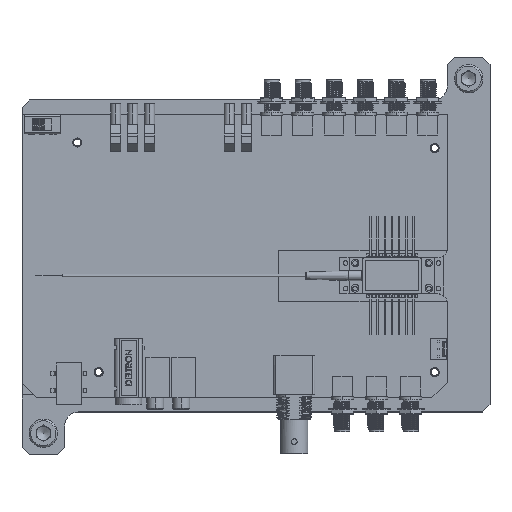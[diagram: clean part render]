
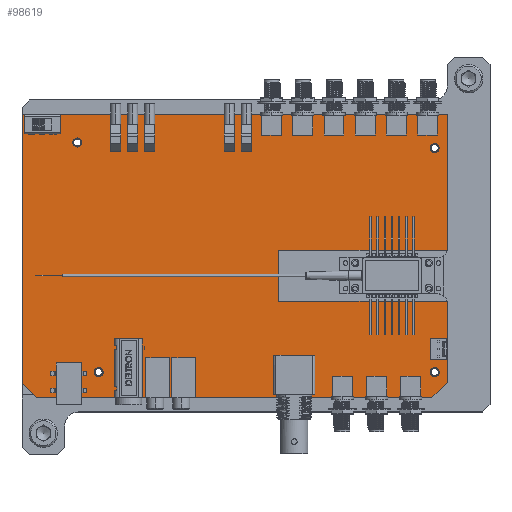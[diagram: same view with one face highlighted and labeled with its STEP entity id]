
A CAD part, top view. The second image highlights one B-rep face of the part: STEP entity #98619.
In plain terms, the highlighted planar face has unit normal (0, 0, 1).
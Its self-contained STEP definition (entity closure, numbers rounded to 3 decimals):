
#466 = CARTESIAN_POINT ( 'NONE',  ( 67.011, -7.102, 146.981 ) ) ;
#1862 = DIRECTION ( 'NONE',  ( 1., 0., 0. ) ) ;
#3228 = VECTOR ( 'NONE', #5749, 1000. ) ;
#3690 = LINE ( 'NONE', #40403, #40910 ) ;
#5353 = EDGE_LOOP ( 'NONE', ( #54631 ) ) ;
#5749 = DIRECTION ( 'NONE',  ( 1., 0., 0. ) ) ;
#5750 = VECTOR ( 'NONE', #11879, 1000. ) ;
#7158 = VERTEX_POINT ( 'NONE', #108020 ) ;
#7639 = ORIENTED_EDGE ( 'NONE', *, *, #111374, .F. ) ;
#9019 = CARTESIAN_POINT ( 'NONE',  ( 121.031, -41.102, 146.981 ) ) ;
#9631 = CARTESIAN_POINT ( 'NONE',  ( 67.011, 10.898, 146.981 ) ) ;
#10323 = CARTESIAN_POINT ( 'NONE',  ( 67.011, 10.898, 146.981 ) ) ;
#11247 = LINE ( 'NONE', #59130, #5750 ) ;
#11557 = VERTEX_POINT ( 'NONE', #66603 ) ;
#11782 = LINE ( 'NONE', #49742, #68899 ) ;
#11879 = DIRECTION ( 'NONE',  ( 1., 0., 0. ) ) ;
#12193 = VERTEX_POINT ( 'NONE', #16930 ) ;
#13024 = VECTOR ( 'NONE', #29048, 1000. ) ;
#14832 = CARTESIAN_POINT ( 'NONE',  ( 126.531, -7.102, 146.981 ) ) ;
#14841 = ORIENTED_EDGE ( 'NONE', *, *, #52643, .F. ) ;
#15676 = LINE ( 'NONE', #93381, #81095 ) ;
#16029 = DIRECTION ( 'NONE',  ( 0., 0., 1. ) ) ;
#16930 = CARTESIAN_POINT ( 'NONE',  ( -23.469, 58.898, 146.981 ) ) ;
#17167 = CIRCLE ( 'NONE', #74802, 1.6 ) ;
#17774 = VERTEX_POINT ( 'NONE', #37664 ) ;
#17855 = DIRECTION ( 'NONE',  ( 0., -1., 0. ) ) ;
#18156 = VECTOR ( 'NONE', #66907, 1000. ) ;
#18718 = VERTEX_POINT ( 'NONE', #39393 ) ;
#18746 = ORIENTED_EDGE ( 'NONE', *, *, #48361, .F. ) ;
#19007 = CARTESIAN_POINT ( 'NONE',  ( -23.469, -36.102, 146.981 ) ) ;
#20799 = VERTEX_POINT ( 'NONE', #23692 ) ;
#21017 = AXIS2_PLACEMENT_3D ( 'NONE', #28786, #94089, #84788 ) ;
#21051 = DIRECTION ( 'NONE',  ( 0., 0., 1. ) ) ;
#21438 = VECTOR ( 'NONE', #17855, 1000. ) ;
#23692 = CARTESIAN_POINT ( 'NONE',  ( 5.131, -32.102, 146.981 ) ) ;
#24146 = CARTESIAN_POINT ( 'NONE',  ( 121.031, -41.102, 146.981 ) ) ;
#24394 = EDGE_LOOP ( 'NONE', ( #61355 ) ) ;
#24486 = VERTEX_POINT ( 'NONE', #47225 ) ;
#26370 = ORIENTED_EDGE ( 'NONE', *, *, #91165, .F. ) ;
#27269 = VERTEX_POINT ( 'NONE', #52886 ) ;
#27592 = FACE_BOUND ( 'NONE', #92529, .T. ) ;
#27764 = VERTEX_POINT ( 'NONE', #34070 ) ;
#28191 = FACE_BOUND ( 'NONE', #5353, .T. ) ;
#28786 = CARTESIAN_POINT ( 'NONE',  ( 58.532, 8.059, 146.981 ) ) ;
#29048 = DIRECTION ( 'NONE',  ( 1., 0., 0. ) ) ;
#34070 = CARTESIAN_POINT ( 'NONE',  ( 126.531, 58.898, 146.981 ) ) ;
#34898 = ORIENTED_EDGE ( 'NONE', *, *, #59972, .F. ) ;
#35320 = DIRECTION ( 'NONE',  ( 1., 0., 0. ) ) ;
#37545 = PLANE ( 'NONE',  #21017 ) ;
#37664 = CARTESIAN_POINT ( 'NONE',  ( -2.369, 48.898, 146.981 ) ) ;
#38244 = DIRECTION ( 'NONE',  ( -1., 0., 0. ) ) ;
#38846 = CARTESIAN_POINT ( 'NONE',  ( 123.631, -32.102, 146.981 ) ) ;
#39393 = CARTESIAN_POINT ( 'NONE',  ( 126.511, 10.898, 146.981 ) ) ;
#39804 = VERTEX_POINT ( 'NONE', #24146 ) ;
#40403 = CARTESIAN_POINT ( 'NONE',  ( 126.531, 10.898, 146.981 ) ) ;
#40710 = LINE ( 'NONE', #49458, #52326 ) ;
#40910 = VECTOR ( 'NONE', #41634, 1000. ) ;
#41059 = EDGE_LOOP ( 'NONE', ( #7639 ) ) ;
#41165 = ORIENTED_EDGE ( 'NONE', *, *, #98205, .F. ) ;
#41634 = DIRECTION ( 'NONE',  ( -1., 0., 0. ) ) ;
#42103 = DIRECTION ( 'NONE',  ( 1., 0., 0. ) ) ;
#46058 = CARTESIAN_POINT ( 'NONE',  ( 126.531, -35.602, 146.981 ) ) ;
#47225 = CARTESIAN_POINT ( 'NONE',  ( 67.011, -7.102, 146.981 ) ) ;
#47480 = FACE_BOUND ( 'NONE', #41059, .T. ) ;
#48237 = EDGE_CURVE ( 'NONE', #83086, #83086, #61229, .T. ) ;
#48276 = LINE ( 'NONE', #10323, #18156 ) ;
#48361 = EDGE_CURVE ( 'NONE', #17774, #17774, #102979, .T. ) ;
#49429 = EDGE_CURVE ( 'NONE', #39804, #27269, #66825, .T. ) ;
#49458 = CARTESIAN_POINT ( 'NONE',  ( -18.469, -41.102, 146.981 ) ) ;
#49742 = CARTESIAN_POINT ( 'NONE',  ( 126.531, 10.898, 146.981 ) ) ;
#52065 = CARTESIAN_POINT ( 'NONE',  ( 3.531, -32.102, 146.981 ) ) ;
#52326 = VECTOR ( 'NONE', #78679, 1000. ) ;
#52643 = EDGE_CURVE ( 'NONE', #62296, #67570, #15676, .T. ) ;
#52886 = CARTESIAN_POINT ( 'NONE',  ( -18.469, -41.102, 146.981 ) ) ;
#52957 = EDGE_CURVE ( 'NONE', #12193, #27764, #53038, .T. ) ;
#53038 = LINE ( 'NONE', #90936, #3228 ) ;
#54631 = ORIENTED_EDGE ( 'NONE', *, *, #95922, .F. ) ;
#55796 = LINE ( 'NONE', #19007, #96398 ) ;
#56957 = EDGE_CURVE ( 'NONE', #18718, #114946, #11782, .T. ) ;
#59130 = CARTESIAN_POINT ( 'NONE',  ( 67.011, -7.102, 146.981 ) ) ;
#59972 = EDGE_CURVE ( 'NONE', #27764, #84168, #74455, .T. ) ;
#61229 = CIRCLE ( 'NONE', #116893, 1.6 ) ;
#61355 = ORIENTED_EDGE ( 'NONE', *, *, #48237, .F. ) ;
#62296 = VERTEX_POINT ( 'NONE', #14832 ) ;
#64678 = LINE ( 'NONE', #46058, #72361 ) ;
#64791 = DIRECTION ( 'NONE',  ( 0., -1., 0. ) ) ;
#66603 = CARTESIAN_POINT ( 'NONE',  ( 126.511, -7.102, 146.981 ) ) ;
#66825 = LINE ( 'NONE', #9019, #82356 ) ;
#66907 = DIRECTION ( 'NONE',  ( 0., -1., 0. ) ) ;
#67570 = VERTEX_POINT ( 'NONE', #98874 ) ;
#68899 = VECTOR ( 'NONE', #87650, 1000. ) ;
#72361 = VECTOR ( 'NONE', #114368, 1000. ) ;
#74455 = LINE ( 'NONE', #92459, #21438 ) ;
#74802 = AXIS2_PLACEMENT_3D ( 'NONE', #52065, #99917, #42103 ) ;
#75518 = EDGE_CURVE ( 'NONE', #114946, #24486, #48276, .T. ) ;
#78679 = DIRECTION ( 'NONE',  ( -0.707, 0.707, 0. ) ) ;
#79182 = AXIS2_PLACEMENT_3D ( 'NONE', #120525, #16029, #35320 ) ;
#81095 = VECTOR ( 'NONE', #64791, 1000. ) ;
#81518 = EDGE_CURVE ( 'NONE', #27269, #7158, #40710, .T. ) ;
#82356 = VECTOR ( 'NONE', #38244, 1000. ) ;
#83086 = VERTEX_POINT ( 'NONE', #112900 ) ;
#84168 = VERTEX_POINT ( 'NONE', #94026 ) ;
#84185 = FACE_OUTER_BOUND ( 'NONE', #116720, .T. ) ;
#84788 = DIRECTION ( 'NONE',  ( 0., -1., 0. ) ) ;
#86231 = EDGE_CURVE ( 'NONE', #7158, #12193, #55796, .T. ) ;
#86988 = DIRECTION ( 'NONE',  ( 1., 0., 0. ) ) ;
#87650 = DIRECTION ( 'NONE',  ( -1., 0., 0. ) ) ;
#89459 = ORIENTED_EDGE ( 'NONE', *, *, #52957, .F. ) ;
#89952 = DIRECTION ( 'NONE',  ( 0., 0., 1. ) ) ;
#90936 = CARTESIAN_POINT ( 'NONE',  ( -23.469, 58.898, 146.981 ) ) ;
#91165 = EDGE_CURVE ( 'NONE', #67570, #39804, #64678, .T. ) ;
#92459 = CARTESIAN_POINT ( 'NONE',  ( 126.531, 58.898, 146.981 ) ) ;
#92529 = EDGE_LOOP ( 'NONE', ( #18746 ) ) ;
#93381 = CARTESIAN_POINT ( 'NONE',  ( 126.531, -7.102, 146.981 ) ) ;
#94026 = CARTESIAN_POINT ( 'NONE',  ( 126.531, 10.898, 146.981 ) ) ;
#94089 = DIRECTION ( 'NONE',  ( 0., 0., -1. ) ) ;
#95922 = EDGE_CURVE ( 'NONE', #20799, #20799, #17167, .T. ) ;
#96398 = VECTOR ( 'NONE', #101789, 1000. ) ;
#97520 = EDGE_CURVE ( 'NONE', #11557, #62296, #103734, .T. ) ;
#98205 = EDGE_CURVE ( 'NONE', #84168, #18718, #3690, .T. ) ;
#98619 = ADVANCED_FACE ( 'NONE', ( #119052, #47480, #27592, #28191, #84185 ), #37545, .F. ) ;
#98874 = CARTESIAN_POINT ( 'NONE',  ( 126.531, -35.602, 146.981 ) ) ;
#99305 = CARTESIAN_POINT ( 'NONE',  ( 122.031, -32.102, 146.981 ) ) ;
#99917 = DIRECTION ( 'NONE',  ( 0., 0., 1. ) ) ;
#101789 = DIRECTION ( 'NONE',  ( 0., 1., 0. ) ) ;
#102059 = ORIENTED_EDGE ( 'NONE', *, *, #56957, .F. ) ;
#102857 = ORIENTED_EDGE ( 'NONE', *, *, #49429, .F. ) ;
#102979 = CIRCLE ( 'NONE', #79182, 1.6 ) ;
#103413 = ORIENTED_EDGE ( 'NONE', *, *, #106636, .F. ) ;
#103734 = LINE ( 'NONE', #466, #13024 ) ;
#104950 = ORIENTED_EDGE ( 'NONE', *, *, #86231, .F. ) ;
#106636 = EDGE_CURVE ( 'NONE', #24486, #11557, #11247, .T. ) ;
#107491 = CARTESIAN_POINT ( 'NONE',  ( 122.031, 46.898, 146.981 ) ) ;
#108020 = CARTESIAN_POINT ( 'NONE',  ( -23.469, -36.102, 146.981 ) ) ;
#109155 = AXIS2_PLACEMENT_3D ( 'NONE', #99305, #89952, #1862 ) ;
#109249 = ORIENTED_EDGE ( 'NONE', *, *, #75518, .F. ) ;
#110855 = ORIENTED_EDGE ( 'NONE', *, *, #97520, .F. ) ;
#111361 = ORIENTED_EDGE ( 'NONE', *, *, #81518, .F. ) ;
#111374 = EDGE_CURVE ( 'NONE', #118870, #118870, #117159, .T. ) ;
#112900 = CARTESIAN_POINT ( 'NONE',  ( 123.631, 46.898, 146.981 ) ) ;
#114368 = DIRECTION ( 'NONE',  ( -0.707, -0.707, 0. ) ) ;
#114946 = VERTEX_POINT ( 'NONE', #9631 ) ;
#116720 = EDGE_LOOP ( 'NONE', ( #102857, #26370, #14841, #110855, #103413, #109249, #102059, #41165, #34898, #89459, #104950, #111361 ) ) ;
#116893 = AXIS2_PLACEMENT_3D ( 'NONE', #107491, #21051, #86988 ) ;
#117159 = CIRCLE ( 'NONE', #109155, 1.6 ) ;
#118870 = VERTEX_POINT ( 'NONE', #38846 ) ;
#119052 = FACE_BOUND ( 'NONE', #24394, .T. ) ;
#120525 = CARTESIAN_POINT ( 'NONE',  ( -3.969, 48.898, 146.981 ) ) ;
